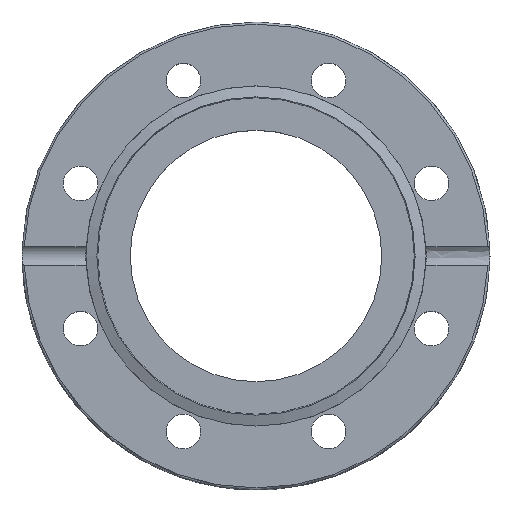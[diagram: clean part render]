
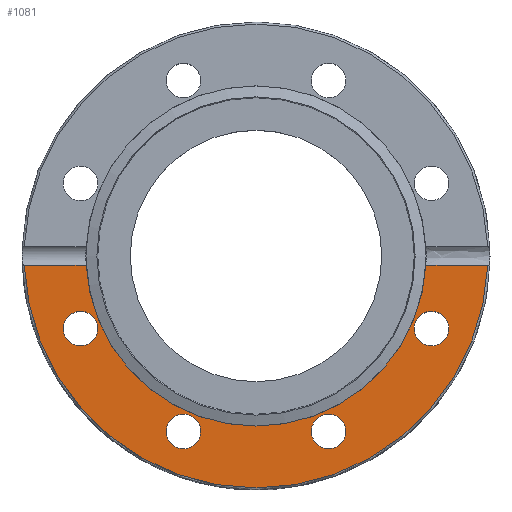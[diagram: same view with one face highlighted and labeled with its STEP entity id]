
A CAD part, top view. The second image highlights one B-rep face of the part: STEP entity #1081.
In plain terms, the highlighted planar face has unit normal (0, 0, 1).
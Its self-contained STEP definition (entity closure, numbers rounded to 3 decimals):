
#329=CARTESIAN_POINT('',(56.206,-2.236,17.5));
#330=VERTEX_POINT('',#329);
#331=CARTESIAN_POINT('',(41.189,-2.236,17.5));
#332=VERTEX_POINT('',#331);
#333=CARTESIAN_POINT('',(56.206,-2.236,17.5));
#334=DIRECTION('',(-1.0,0.0,0.0));
#335=VECTOR('',#334,15.016);
#336=LINE('',#333,#335);
#337=EDGE_CURVE('',#330,#332,#336,.T.);
#456=CARTESIAN_POINT('',(-41.189,-2.236,17.5));
#457=VERTEX_POINT('',#456);
#483=CARTESIAN_POINT('',(0.0,0.,17.5));
#484=DIRECTION('',(0.0,0.0,-1.0));
#485=DIRECTION('',(0.0,-1.0,0.0));
#486=AXIS2_PLACEMENT_3D('',#483,#484,#485);
#487=CIRCLE('',#486,41.25);
#488=EDGE_CURVE('',#332,#457,#487,.T.);
#624=CARTESIAN_POINT('',(-56.206,-2.236,17.5));
#625=VERTEX_POINT('',#624);
#641=CARTESIAN_POINT('',(-41.189,-2.236,17.5));
#642=DIRECTION('',(-1.0,0.0,0.0));
#643=VECTOR('',#642,15.016);
#644=LINE('',#641,#643);
#645=EDGE_CURVE('',#457,#625,#644,.T.);
#713=CARTESIAN_POINT('',(39.575,-20.592,17.5));
#714=VERTEX_POINT('',#713);
#715=CARTESIAN_POINT('',(42.545,-17.623,17.5));
#716=DIRECTION('',(0.0,0.0,-1.));
#717=DIRECTION('',(-0.707,-0.707,0.0));
#718=AXIS2_PLACEMENT_3D('',#715,#716,#717);
#719=CIRCLE('',#718,4.2);
#720=EDGE_CURVE('',#714,#714,#719,.T.);
#754=CARTESIAN_POINT('',(13.423,-42.545,17.5));
#755=VERTEX_POINT('',#754);
#756=CARTESIAN_POINT('',(17.623,-42.545,17.5));
#757=DIRECTION('',(0.0,0.0,-1.0));
#758=DIRECTION('',(-1.0,0.0,0.0));
#759=AXIS2_PLACEMENT_3D('',#756,#757,#758);
#760=CIRCLE('',#759,4.2);
#761=EDGE_CURVE('',#755,#755,#760,.T.);
#795=CARTESIAN_POINT('',(-20.592,-39.575,17.5));
#796=VERTEX_POINT('',#795);
#797=CARTESIAN_POINT('',(-17.623,-42.545,17.5));
#798=DIRECTION('',(0.0,0.0,-1.0));
#799=DIRECTION('',(-0.707,0.707,0.0));
#800=AXIS2_PLACEMENT_3D('',#797,#798,#799);
#801=CIRCLE('',#800,4.2);
#802=EDGE_CURVE('',#796,#796,#801,.T.);
#836=CARTESIAN_POINT('',(-42.545,-13.423,17.5));
#837=VERTEX_POINT('',#836);
#838=CARTESIAN_POINT('',(-42.545,-17.623,17.5));
#839=DIRECTION('',(0.0,0.0,-1.0));
#840=DIRECTION('',(0.0,1.0,0.0));
#841=AXIS2_PLACEMENT_3D('',#838,#839,#840);
#842=CIRCLE('',#841,4.2);
#843=EDGE_CURVE('',#837,#837,#842,.T.);
#1046=CARTESIAN_POINT('',(0.0,0.0,17.5));
#1047=DIRECTION('',(0.0,0.0,-1.0));
#1048=DIRECTION('',(-1.0,0.0,0.0));
#1049=AXIS2_PLACEMENT_3D('',#1046,#1047,#1048);
#1050=CIRCLE('',#1049,56.25);
#1051=EDGE_CURVE('',#330,#625,#1050,.T.);
#1058=CARTESIAN_POINT('',(0.0,0.0,17.5));
#1059=DIRECTION('',(0.0,0.0,-1.0));
#1060=DIRECTION('',(-1.0,0.0,0.0));
#1061=AXIS2_PLACEMENT_3D('',#1058,#1059,#1060);
#1062=PLANE('',#1061);
#1063=ORIENTED_EDGE('',*,*,#337,.T.);
#1064=ORIENTED_EDGE('',*,*,#488,.T.);
#1065=ORIENTED_EDGE('',*,*,#645,.T.);
#1066=ORIENTED_EDGE('',*,*,#1051,.F.);
#1067=EDGE_LOOP('',(#1063,#1064,#1065,#1066));
#1068=FACE_OUTER_BOUND('',#1067,.T.);
#1069=ORIENTED_EDGE('',*,*,#720,.T.);
#1070=EDGE_LOOP('',(#1069));
#1071=FACE_BOUND('',#1070,.T.);
#1072=ORIENTED_EDGE('',*,*,#761,.T.);
#1073=EDGE_LOOP('',(#1072));
#1074=FACE_BOUND('',#1073,.T.);
#1075=ORIENTED_EDGE('',*,*,#802,.T.);
#1076=EDGE_LOOP('',(#1075));
#1077=FACE_BOUND('',#1076,.T.);
#1078=ORIENTED_EDGE('',*,*,#843,.T.);
#1079=EDGE_LOOP('',(#1078));
#1080=FACE_BOUND('',#1079,.T.);
#1081=ADVANCED_FACE('',(#1068,#1071,#1074,#1077,#1080),#1062,.F.);
